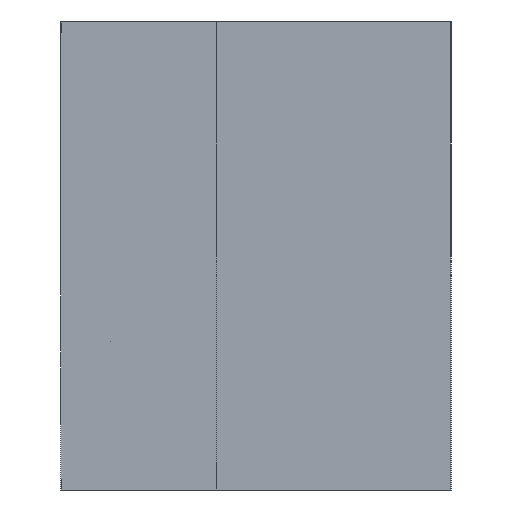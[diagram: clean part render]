
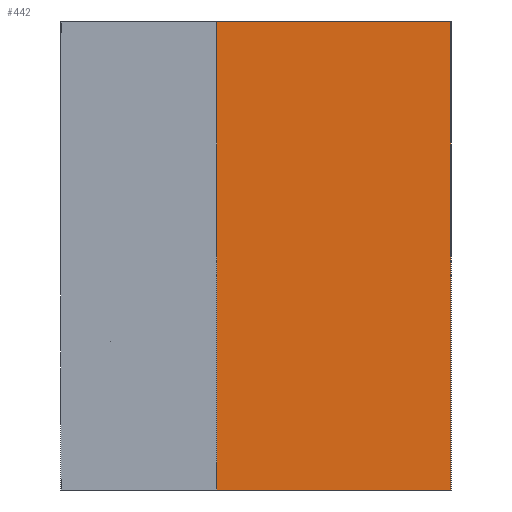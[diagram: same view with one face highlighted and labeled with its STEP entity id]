
A CAD part, left-side view. The second image highlights one B-rep face of the part: STEP entity #442.
In plain terms, the highlighted planar face has unit normal (-1, 0, 0).
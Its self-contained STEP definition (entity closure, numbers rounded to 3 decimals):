
#9 = ORIENTED_EDGE ( 'NONE', *, *, #263, .T. ) ;
#39 = EDGE_CURVE ( 'NONE', #646, #588, #534, .T. ) ;
#65 = EDGE_CURVE ( 'NONE', #588, #156, #634, .T. ) ;
#72 = DIRECTION ( 'NONE',  ( 0., 0., -1. ) ) ;
#82 = CARTESIAN_POINT ( 'NONE',  ( -28., 3., -3. ) ) ;
#90 = VECTOR ( 'NONE', #162, 1000. ) ;
#98 = EDGE_LOOP ( 'NONE', ( #192, #161, #430, #9 ) ) ;
#103 = VECTOR ( 'NONE', #363, 1000. ) ;
#130 = CARTESIAN_POINT ( 'NONE',  ( -28., 0., -3. ) ) ;
#156 = VERTEX_POINT ( 'NONE', #469 ) ;
#161 = ORIENTED_EDGE ( 'NONE', *, *, #65, .F. ) ;
#162 = DIRECTION ( 'NONE',  ( 0., 0., -1. ) ) ;
#192 = ORIENTED_EDGE ( 'NONE', *, *, #526, .T. ) ;
#223 = LINE ( 'NONE', #314, #90 ) ;
#246 = CARTESIAN_POINT ( 'NONE',  ( -28., 3., 3. ) ) ;
#263 = EDGE_CURVE ( 'NONE', #646, #568, #223, .T. ) ;
#272 = PLANE ( 'NONE',  #290 ) ;
#281 = DIRECTION ( 'NONE',  ( 0., -1., 0. ) ) ;
#290 = AXIS2_PLACEMENT_3D ( 'NONE', #619, #628, #72 ) ;
#308 = VECTOR ( 'NONE', #518, 1000. ) ;
#314 = CARTESIAN_POINT ( 'NONE',  ( -28., 3., 3. ) ) ;
#326 = CARTESIAN_POINT ( 'NONE',  ( -28., 0., 3. ) ) ;
#363 = DIRECTION ( 'NONE',  ( 0., 0., -1. ) ) ;
#386 = VECTOR ( 'NONE', #281, 1000. ) ;
#410 = CARTESIAN_POINT ( 'NONE',  ( -28., 0., 3. ) ) ;
#430 = ORIENTED_EDGE ( 'NONE', *, *, #39, .F. ) ;
#432 = CARTESIAN_POINT ( 'NONE',  ( -28., 0., 3. ) ) ;
#442 = ADVANCED_FACE ( 'NONE', ( #556 ), #272, .F. ) ;
#469 = CARTESIAN_POINT ( 'NONE',  ( -28., 0., -3. ) ) ;
#518 = DIRECTION ( 'NONE',  ( 0., -1., 0. ) ) ;
#526 = EDGE_CURVE ( 'NONE', #568, #156, #610, .T. ) ;
#534 = LINE ( 'NONE', #410, #308 ) ;
#556 = FACE_OUTER_BOUND ( 'NONE', #98, .T. ) ;
#568 = VERTEX_POINT ( 'NONE', #82 ) ;
#588 = VERTEX_POINT ( 'NONE', #432 ) ;
#610 = LINE ( 'NONE', #130, #386 ) ;
#619 = CARTESIAN_POINT ( 'NONE',  ( -28., 0., 3. ) ) ;
#628 = DIRECTION ( 'NONE',  ( 1., 0., 0. ) ) ;
#634 = LINE ( 'NONE', #326, #103 ) ;
#646 = VERTEX_POINT ( 'NONE', #246 ) ;
